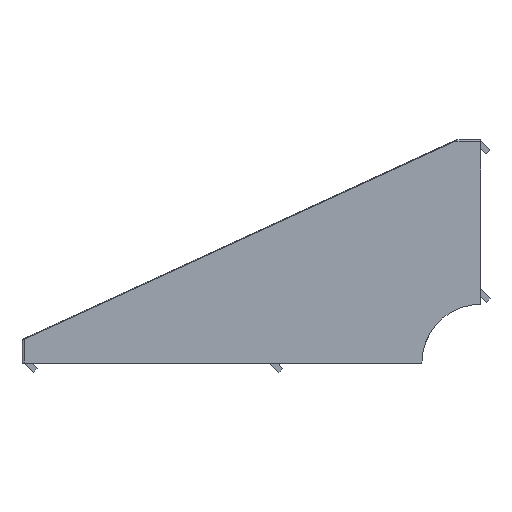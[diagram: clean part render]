
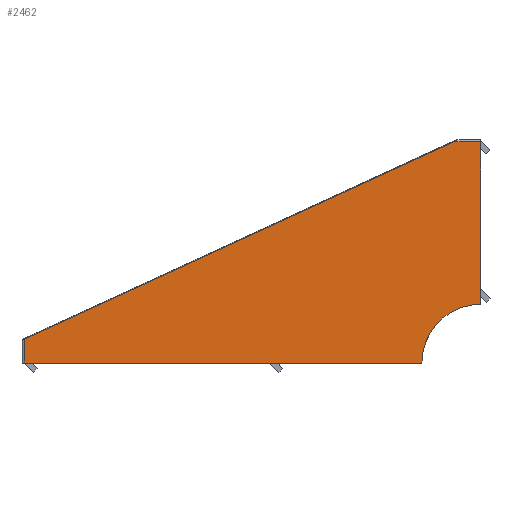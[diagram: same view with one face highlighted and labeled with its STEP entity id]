
A CAD part, left-side view. The second image highlights one B-rep face of the part: STEP entity #2462.
In plain terms, the highlighted planar face has unit normal (-1, 0, 0).
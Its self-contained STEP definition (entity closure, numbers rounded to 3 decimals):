
#88 = ORIENTED_EDGE ( 'NONE', *, *, #2348, .T. ) ;
#140 = EDGE_CURVE ( 'NONE', #4644, #906, #693, .T. ) ;
#143 = DIRECTION ( 'NONE',  ( 0., 0., -1. ) ) ;
#216 = ORIENTED_EDGE ( 'NONE', *, *, #1386, .T. ) ;
#427 = ORIENTED_EDGE ( 'NONE', *, *, #3275, .T. ) ;
#481 = CARTESIAN_POINT ( 'NONE',  ( -28., 0., 0. ) ) ;
#488 = DIRECTION ( 'NONE',  ( 0., 0., 1. ) ) ;
#693 = LINE ( 'NONE', #4483, #4279 ) ;
#787 = DIRECTION ( 'NONE',  ( 0., 1., 0. ) ) ;
#792 = CARTESIAN_POINT ( 'NONE',  ( -28., 0., 56.4 ) ) ;
#856 = ORIENTED_EDGE ( 'NONE', *, *, #3637, .T. ) ;
#906 = VERTEX_POINT ( 'NONE', #3093 ) ;
#951 = VERTEX_POINT ( 'NONE', #3075 ) ;
#952 = ORIENTED_EDGE ( 'NONE', *, *, #3849, .T. ) ;
#954 = DIRECTION ( 'NONE',  ( 0., 0.909, -0.418 ) ) ;
#1031 = B_SPLINE_CURVE_WITH_KNOTS ( 'NONE', 3,
 ( #1610, #1646, #1625, #1609 ),
 .UNSPECIFIED., .F., .F.,
 ( 4, 4 ),
 ( 0., 1. ),
 .UNSPECIFIED. ) ;
#1092 = CARTESIAN_POINT ( 'NONE',  ( -28., 6.827, 56.4 ) ) ;
#1367 = EDGE_CURVE ( 'NONE', #3493, #2201, #1031, .T. ) ;
#1386 = EDGE_CURVE ( 'NONE', #951, #4358, #2777, .T. ) ;
#1461 = AXIS2_PLACEMENT_3D ( 'NONE', #4757, #4153, #3450 ) ;
#1488 = ORIENTED_EDGE ( 'NONE', *, *, #140, .T. ) ;
#1609 = CARTESIAN_POINT ( 'NONE',  ( -28., 116.4, 6.052 ) ) ;
#1610 = CARTESIAN_POINT ( 'NONE',  ( -28., 116.334, 6.086 ) ) ;
#1625 = CARTESIAN_POINT ( 'NONE',  ( -28., 116.379, 6.064 ) ) ;
#1629 = AXIS2_PLACEMENT_3D ( 'NONE', #2271, #2256, #2144 ) ;
#1646 = CARTESIAN_POINT ( 'NONE',  ( -28., 116.357, 6.076 ) ) ;
#1809 = ORIENTED_EDGE ( 'NONE', *, *, #1367, .T. ) ;
#2144 = DIRECTION ( 'NONE',  ( 0., 0., -1. ) ) ;
#2189 = FACE_OUTER_BOUND ( 'NONE', #4261, .T. ) ;
#2201 = VERTEX_POINT ( 'NONE', #4515 ) ;
#2229 = VECTOR ( 'NONE', #143, 1000. ) ;
#2256 = DIRECTION ( 'NONE',  ( 1., 0., 0. ) ) ;
#2271 = CARTESIAN_POINT ( 'NONE',  ( -28., 0., 0. ) ) ;
#2348 = EDGE_CURVE ( 'NONE', #906, #3748, #4670, .T. ) ;
#2375 = VECTOR ( 'NONE', #488, 1000. ) ;
#2462 = ADVANCED_FACE ( 'NONE', ( #2189 ), #4693, .T. ) ;
#2496 = CARTESIAN_POINT ( 'NONE',  ( -28., 116.4, 0. ) ) ;
#2578 = LINE ( 'NONE', #481, #2375 ) ;
#2777 = LINE ( 'NONE', #792, #2788 ) ;
#2788 = VECTOR ( 'NONE', #787, 1000. ) ;
#2938 = CARTESIAN_POINT ( 'NONE',  ( -28., 6.827, 56.4 ) ) ;
#3005 = LINE ( 'NONE', #4486, #2229 ) ;
#3034 = CARTESIAN_POINT ( 'NONE',  ( -28., 116.334, 6.086 ) ) ;
#3075 = CARTESIAN_POINT ( 'NONE',  ( -28., 0., 56.4 ) ) ;
#3093 = CARTESIAN_POINT ( 'NONE',  ( -28., 15., 0. ) ) ;
#3275 = EDGE_CURVE ( 'NONE', #3748, #951, #2578, .T. ) ;
#3450 = DIRECTION ( 'NONE',  ( 0., 0., 1. ) ) ;
#3493 = VERTEX_POINT ( 'NONE', #3034 ) ;
#3558 = VECTOR ( 'NONE', #954, 1000. ) ;
#3637 = EDGE_CURVE ( 'NONE', #4358, #3493, #4336, .T. ) ;
#3748 = VERTEX_POINT ( 'NONE', #4809 ) ;
#3849 = EDGE_CURVE ( 'NONE', #2201, #4644, #3005, .T. ) ;
#4153 = DIRECTION ( 'NONE',  ( -1., 0., 0. ) ) ;
#4261 = EDGE_LOOP ( 'NONE', ( #427, #216, #856, #1809, #952, #1488, #88 ) ) ;
#4279 = VECTOR ( 'NONE', #4464, 1000. ) ;
#4336 = LINE ( 'NONE', #1092, #3558 ) ;
#4358 = VERTEX_POINT ( 'NONE', #2938 ) ;
#4464 = DIRECTION ( 'NONE',  ( 0., -1., 0. ) ) ;
#4483 = CARTESIAN_POINT ( 'NONE',  ( -28., 0., 0. ) ) ;
#4486 = CARTESIAN_POINT ( 'NONE',  ( -28., 116.4, 0. ) ) ;
#4515 = CARTESIAN_POINT ( 'NONE',  ( -28., 116.4, 6.052 ) ) ;
#4644 = VERTEX_POINT ( 'NONE', #2496 ) ;
#4670 = CIRCLE ( 'NONE', #1629, 15. ) ;
#4693 = PLANE ( 'NONE',  #1461 ) ;
#4757 = CARTESIAN_POINT ( 'NONE',  ( -28., 0., 0. ) ) ;
#4809 = CARTESIAN_POINT ( 'NONE',  ( -28., 0., 15. ) ) ;
